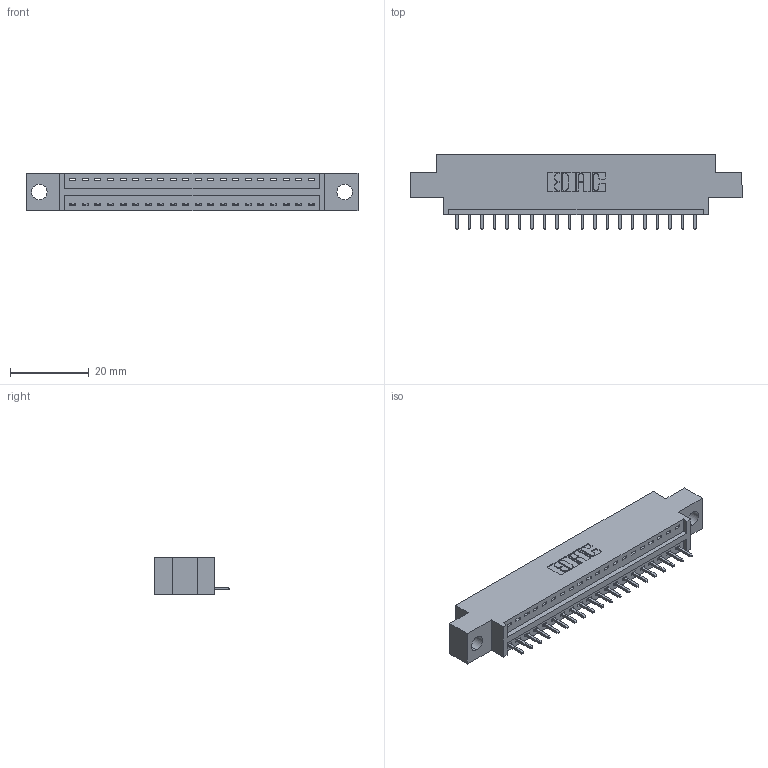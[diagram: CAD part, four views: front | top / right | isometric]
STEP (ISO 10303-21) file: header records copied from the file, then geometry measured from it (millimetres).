
FILE_DESCRIPTION (( 'STEP AP203' ), '1' );
FILE_NAME ('346-020-521-604.STEP', '2022-05-05T16:24:56', ( '' ), ( '' ), 'SwSTEP 2.0', 'SolidWorks 2020', '' );
FILE_SCHEMA (( 'CONFIG_CONTROL_DESIGN' ));
Length unit declared in the file: inch
Products named in the file (3): 346-020-521-604; 346 Part_0.170 Offset - 0.156 Dia-TH; 345-292-001_345-293-121
Assembly tree (21 placements, depth 2):
  346-020-521-604
    346 Part_0.170 Offset - 0.156 Dia-TH
    345-292-001_345-293-121  x20
Bounding box: 84.07 x 19.05 x 9.4 mm (x, y, z)
Volume: 7578.7 mm3; surface area: 9006.3 mm2
Topology: 21 solids, 21 shells, 1300 faces, 3897 edges, 2570 vertices
Faces by surface type: plane 894, cylinder 406
Entity records: 15943 total; most frequent: CARTESIAN_POINT 2750, ORIENTED_EDGE 2702, DIRECTION 2451, EDGE_CURVE 1351, VECTOR 1139, LINE 1139, VERTEX_POINT 898, AXIS2_PLACEMENT_3D 656
